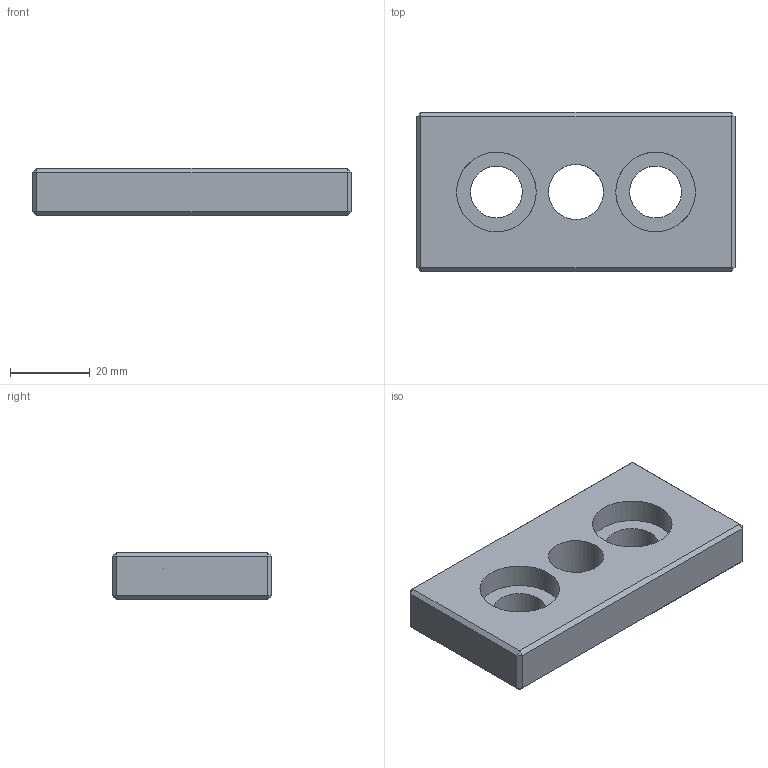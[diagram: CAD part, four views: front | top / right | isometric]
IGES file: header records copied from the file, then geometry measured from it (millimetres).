
Global section: file name: 524084; native system: Autodesk Inventor 2021; preprocessor: unknown; author: Špaček,,; organization: 11; date: 20240116.173527; units: millimetre
Bounding box: 80 x 40 x 12 mm (x, y, z)
Volume: 30971.5 mm3; surface area: 9903.1 mm2
Topology: 1 solids, 1 shells, 33 faces, 68 edges, 39 vertices
Faces by surface type: bspline 33
